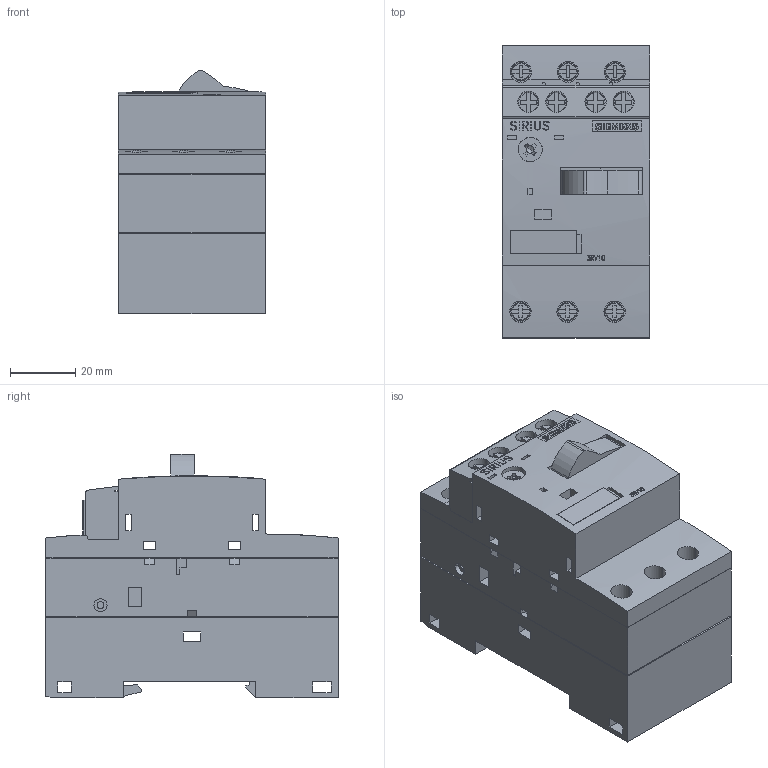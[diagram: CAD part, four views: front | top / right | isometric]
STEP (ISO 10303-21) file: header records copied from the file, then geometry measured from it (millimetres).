
FILE_DESCRIPTION(('STEP AP214'),'1');
FILE_NAME('cctmp_7A511169-BF99-46BD-AC0F-5AC91F8216AA_2023_08_14_21_04_19_0203..stp','2023-08-14T19:04:20',('SIEMENS A&D'),('CADClick - www.CADClick.com'),'Spatial InterOp 3D postprocessed',' ','unknown authorization');
FILE_SCHEMA(('AUTOMOTIVE_DESIGN'));
Length unit declared in the file: millimetre
Products named in the file (1): 2023_08_14_21_04_19_0167
Bounding box: 45 x 89.6 x 74.67 mm (x, y, z)
Volume: 216959.1 mm3; surface area: 57498.3 mm2
Topology: 1 solids, 2 shells, 1144 faces, 3190 edges, 2092 vertices
Faces by surface type: plane 849, cylinder 193, cone 58, torus 44
Entity records: 63819 total; most frequent: CARTESIAN_POINT 9306, STYLED_ITEM 6425, PRESENTATION_STYLE_ASSIGNMENT 6425, ORIENTED_EDGE 6376, DIRECTION 6156, EDGE_CURVE 3188, CURVE_STYLE 3188, DRAUGHTING_PRE_DEFINED_CURVE_FONT 3188
